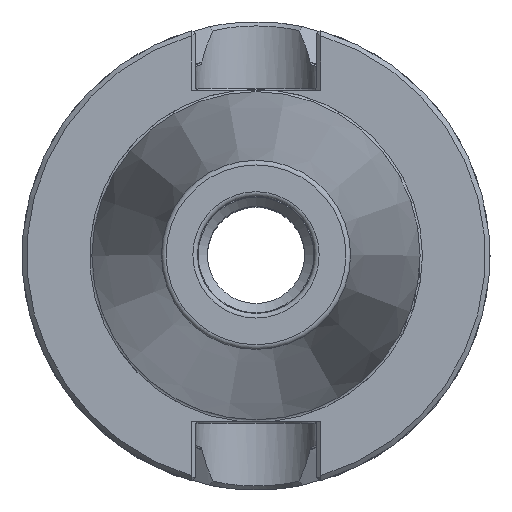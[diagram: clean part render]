
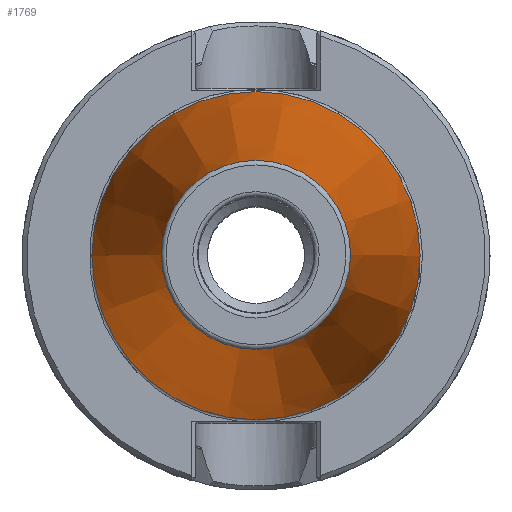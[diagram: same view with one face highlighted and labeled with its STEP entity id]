
A CAD part, top view. The second image highlights one B-rep face of the part: STEP entity #1769.
In plain terms, the highlighted conical face has half-angle 8.297 degrees and reference radius 20.204 mm.
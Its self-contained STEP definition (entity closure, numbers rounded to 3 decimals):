
#233=CONICAL_SURFACE('',#1899,20.204,0.145);
#524=ORIENTED_EDGE('',*,*,#569,.T.);
#525=ORIENTED_EDGE('',*,*,#710,.F.);
#569=EDGE_CURVE('',#732,#732,#847,.T.);
#710=EDGE_CURVE('',#825,#825,#886,.T.);
#732=VERTEX_POINT('',#2292);
#825=VERTEX_POINT('',#2811);
#847=CIRCLE('',#1800,35.065);
#886=CIRCLE('',#1898,20.204);
#975=EDGE_LOOP('',(#524));
#976=EDGE_LOOP('',(#525));
#1087=FACE_BOUND('',#975,.T.);
#1088=FACE_BOUND('',#976,.T.);
#1769=ADVANCED_FACE('',(#1087,#1088),#233,.T.);
#1800=AXIS2_PLACEMENT_3D('',#2291,#1950,#1951);
#1898=AXIS2_PLACEMENT_3D('',#2810,#2202,#2203);
#1899=AXIS2_PLACEMENT_3D('',#2812,#2204,#2205);
#1950=DIRECTION('',(0.,0.,1.));
#1951=DIRECTION('',(1.,0.,0.));
#2202=DIRECTION('',(0.,0.,1.));
#2203=DIRECTION('',(1.,0.,0.));
#2204=DIRECTION('',(0.,0.,-1.));
#2205=DIRECTION('',(-1.,0.,0.));
#2291=CARTESIAN_POINT('',(0.,0.,-0.963));
#2292=CARTESIAN_POINT('',(35.065,0.,-0.963));
#2810=CARTESIAN_POINT('',(0.,0.,100.944));
#2811=CARTESIAN_POINT('',(20.204,0.,100.944));
#2812=CARTESIAN_POINT('',(0.,0.,100.944));
